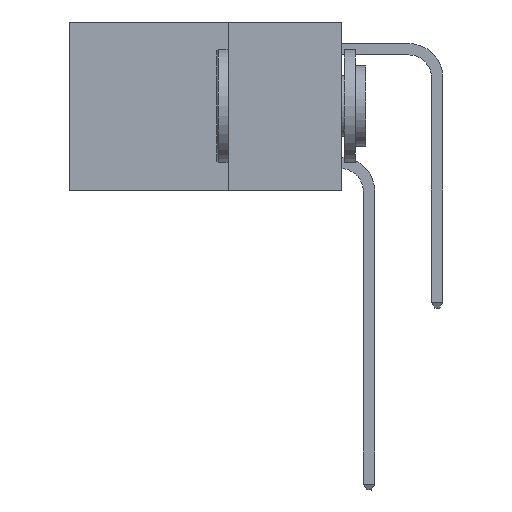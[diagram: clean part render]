
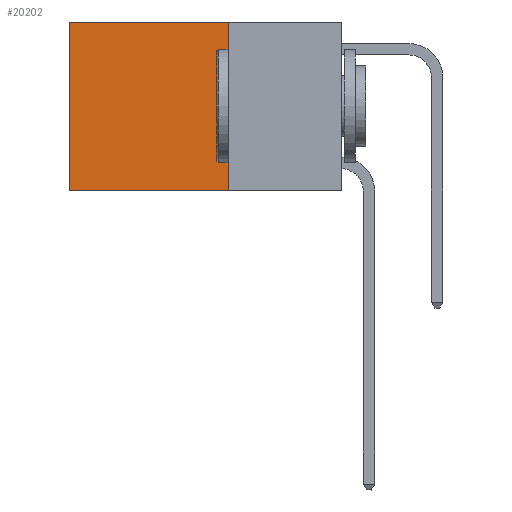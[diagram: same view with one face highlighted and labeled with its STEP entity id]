
A CAD part, left-side view. The second image highlights one B-rep face of the part: STEP entity #20202.
In plain terms, the highlighted planar face has unit normal (-1, 0, 0).
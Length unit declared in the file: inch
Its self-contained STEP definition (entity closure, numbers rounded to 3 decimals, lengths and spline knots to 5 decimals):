
#640 = CARTESIAN_POINT ( 'NONE',  ( 0.2625, 0.25, 0. ) ) ;
#1010 = VECTOR ( 'NONE', #2294, 39.37008 ) ;
#1372 = VERTEX_POINT ( 'NONE', #6935 ) ;
#1631 = DIRECTION ( 'NONE',  ( 0., 1., 0. ) ) ;
#2268 = FACE_OUTER_BOUND ( 'NONE', #13708, .T. ) ;
#2294 = DIRECTION ( 'NONE',  ( 0., 1., 0. ) ) ;
#3496 = VERTEX_POINT ( 'NONE', #5953 ) ;
#3553 = VECTOR ( 'NONE', #1631, 39.37008 ) ;
#4579 = DIRECTION ( 'NONE',  ( 1., 0., 0. ) ) ;
#4595 = LINE ( 'NONE', #19450, #3553 ) ;
#5641 = CARTESIAN_POINT ( 'NONE',  ( 0.2625, 0.25, 0. ) ) ;
#5953 = CARTESIAN_POINT ( 'NONE',  ( 0.2625, 0.25, 0. ) ) ;
#6163 = CARTESIAN_POINT ( 'NONE',  ( 0.2625, 0.25, 0. ) ) ;
#6775 = EDGE_CURVE ( 'NONE', #14144, #1372, #18082, .T. ) ;
#6935 = CARTESIAN_POINT ( 'NONE',  ( 0.2625, 0.6, -0.37 ) ) ;
#6955 = LINE ( 'NONE', #5641, #11308 ) ;
#7850 = EDGE_CURVE ( 'NONE', #18113, #1372, #4595, .T. ) ;
#8459 = DIRECTION ( 'NONE',  ( 0., 0., -1. ) ) ;
#9720 = LINE ( 'NONE', #640, #1010 ) ;
#11308 = VECTOR ( 'NONE', #16992, 39.37008 ) ;
#13708 = EDGE_LOOP ( 'NONE', ( #15886, #15672, #15414, #18294 ) ) ;
#13789 = VECTOR ( 'NONE', #8459, 39.37008 ) ;
#14144 = VERTEX_POINT ( 'NONE', #19526 ) ;
#14308 = PLANE ( 'NONE',  #20112 ) ;
#15095 = EDGE_CURVE ( 'NONE', #3496, #14144, #9720, .T. ) ;
#15414 = ORIENTED_EDGE ( 'NONE', *, *, #17914, .F. ) ;
#15672 = ORIENTED_EDGE ( 'NONE', *, *, #7850, .F. ) ;
#15886 = ORIENTED_EDGE ( 'NONE', *, *, #6775, .T. ) ;
#15932 = DIRECTION ( 'NONE',  ( 0., 0., -1. ) ) ;
#16992 = DIRECTION ( 'NONE',  ( 0., 0., -1. ) ) ;
#17914 = EDGE_CURVE ( 'NONE', #3496, #18113, #6955, .T. ) ;
#18082 = LINE ( 'NONE', #19749, #13789 ) ;
#18113 = VERTEX_POINT ( 'NONE', #19033 ) ;
#18294 = ORIENTED_EDGE ( 'NONE', *, *, #15095, .T. ) ;
#19033 = CARTESIAN_POINT ( 'NONE',  ( 0.2625, 0.25, -0.37 ) ) ;
#19450 = CARTESIAN_POINT ( 'NONE',  ( 0.2625, 0.25, -0.37 ) ) ;
#19526 = CARTESIAN_POINT ( 'NONE',  ( 0.2625, 0.6, 0. ) ) ;
#19749 = CARTESIAN_POINT ( 'NONE',  ( 0.2625, 0.6, 0. ) ) ;
#20112 = AXIS2_PLACEMENT_3D ( 'NONE', #6163, #4579, #15932 ) ;
#20202 = ADVANCED_FACE ( 'NONE', ( #2268 ), #14308, .F. ) ;
